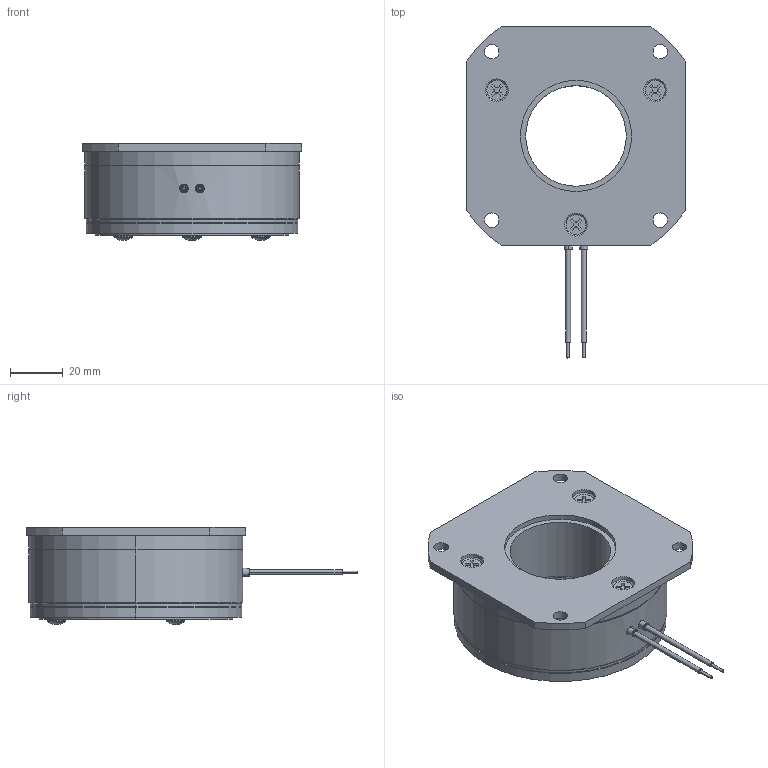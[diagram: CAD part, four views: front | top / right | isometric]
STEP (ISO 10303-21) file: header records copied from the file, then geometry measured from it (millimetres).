
FILE_DESCRIPTION (( 'STEP AP214' ), '1' );
FILE_NAME ('dr_bk_07P1-210_mu.STEP', '2024-05-27T07:29:38', ( '' ), ( '' ), 'SwSTEP 2.0', 'SolidWorks 2022', '' );
FILE_SCHEMA (( 'AUTOMOTIVE_DESIGN' ));
Length unit declared in the file: millimetre
Products named in the file (7): 10069026_000; 10068970_000; 10068805_000; 10068806_000_Einbaulänge 3mm; 10069025_000; 10069024_000; dr_bk_07P1-210_mu
Assembly tree (10 placements, depth 3):
  dr_bk_07P1-210_mu
    10068970_000
    10069025_000
      10069024_000
      10068805_000  x3
      10069026_000
      10068806_000_Einbaulänge 3mm  x3
Bounding box: 83 x 125.3 x 36.7 mm (x, y, z)
Volume: 136422.1 mm3; surface area: 37191.9 mm2
Topology: 11 solids, 11 shells, 279 faces, 650 edges, 406 vertices
Faces by surface type: cylinder 122, plane 73, cone 64, torus 14, sphere 6
Entity records: 9002 total; most frequent: CARTESIAN_POINT 1305, DIRECTION 1290, ORIENTED_EDGE 1088, EDGE_CURVE 544, AXIS2_PLACEMENT_3D 511, VERTEX_POINT 346, EDGE_LOOP 286, LINE 268
